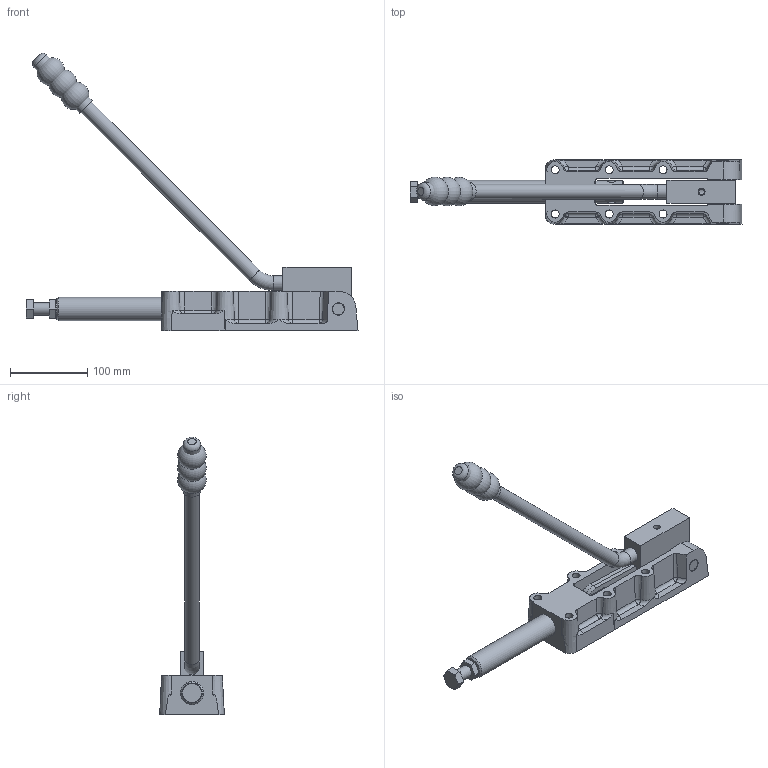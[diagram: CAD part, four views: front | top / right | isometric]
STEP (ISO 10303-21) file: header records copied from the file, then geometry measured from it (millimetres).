
FILE_DESCRIPTION(/* description */ ('Alibre Inc.'),/* implementation_level */ '2;1');
FILE_NAME(/* name */ 'export0',/* time_stamp */ '2012-02-17T12:26:25+01:00',/* author */ (''),/* organization */ (''),/* preprocessor_version */ 'ST-DEVELOPER v12',/* originating_system */ 'Alibre',/* authorisation */ '');
FILE_SCHEMA (('ALIBRE_SCHEMA','CONFIG_CONTROL_DESIGN'));
Length unit declared in the file: millimetre
Products named in the file (1): ID_1
Bounding box: 430.18 x 83.8 x 359.4 mm (x, y, z)
Volume: 1021868.6 mm3; surface area: 255836.4 mm2
Topology: 17 solids, 17 shells, 244 faces, 583 edges, 370 vertices
Faces by surface type: plane 102, cylinder 67, cone 41, torus 30, sphere 2, bspline 2
Full cylindrical faces by diameter (mm): 7 x1, 9 x1, 10.4 x6, 12.5 x2, 12.7 x4, 12.75 x2, 14 x1, 15 x1, 15.855 x2, 15.9 x2, 15.98 x2, 16 x1, 18.974 x4, 19 x1, 19.05 x3, 19.202 x2, 22.25 x2, 22.5 x2, 23 x2, 28.57 x2, 29.55 x1, 29.97 x1, 30 x1
Entity records: 15953 total; most frequent: CARTESIAN_POINT 5160, ORIENTED_EDGE 1948, DIRECTION 1893, EDGE_CURVE 974, AXIS2_PLACEMENT_3D 901, FACE_BOUND 740, EDGE_LOOP 738, VERTEX_POINT 690
